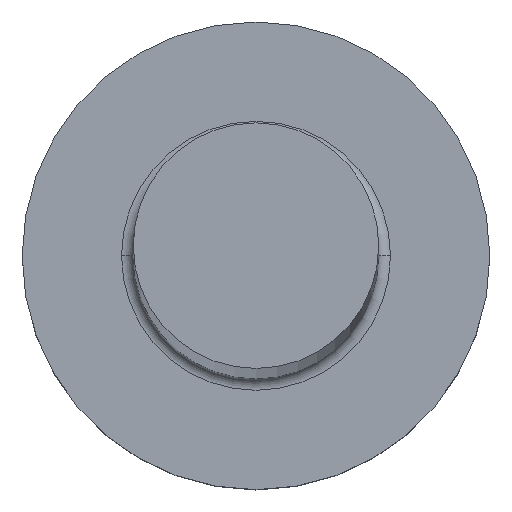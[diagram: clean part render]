
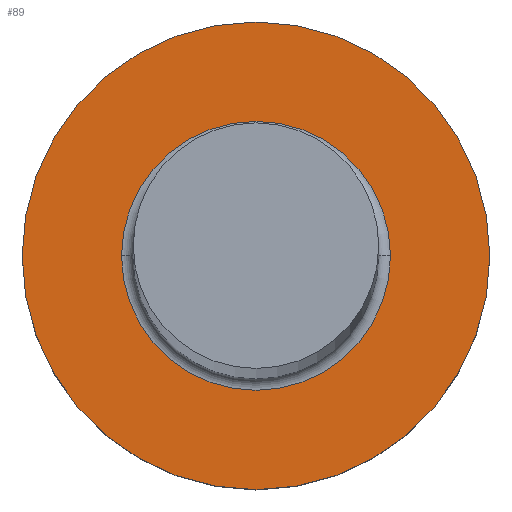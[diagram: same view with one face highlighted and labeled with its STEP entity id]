
A CAD part, top view. The second image highlights one B-rep face of the part: STEP entity #89.
In plain terms, the highlighted planar face has unit normal (0, 0, 1).
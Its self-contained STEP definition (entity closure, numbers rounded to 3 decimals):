
#3 = ORIENTED_EDGE ( 'NONE', *, *, #263, .T. ) ;
#5 = EDGE_LOOP ( 'NONE', ( #162, #259 ) ) ;
#14 = PLANE ( 'NONE',  #185 ) ;
#16 = DIRECTION ( 'NONE',  ( 0., 0., 1. ) ) ;
#24 = CIRCLE ( 'NONE', #197, 4. ) ;
#33 = VERTEX_POINT ( 'NONE', #101 ) ;
#37 = CARTESIAN_POINT ( 'NONE',  ( 0., 0., 3. ) ) ;
#49 = DIRECTION ( 'NONE',  ( 0., 0., 1. ) ) ;
#54 = VERTEX_POINT ( 'NONE', #94 ) ;
#57 = ORIENTED_EDGE ( 'NONE', *, *, #156, .T. ) ;
#58 = EDGE_CURVE ( 'NONE', #54, #33, #24, .T. ) ;
#63 = FACE_OUTER_BOUND ( 'NONE', #5, .T. ) ;
#74 = DIRECTION ( 'NONE',  ( 1., 0., 0. ) ) ;
#89 = ADVANCED_FACE ( 'NONE', ( #229, #63 ), #14, .T. ) ;
#94 = CARTESIAN_POINT ( 'NONE',  ( 4., 0., 3. ) ) ;
#101 = CARTESIAN_POINT ( 'NONE',  ( -4., 0., 3. ) ) ;
#127 = VERTEX_POINT ( 'NONE', #148 ) ;
#138 = DIRECTION ( 'NONE',  ( 1., 0., 0. ) ) ;
#139 = DIRECTION ( 'NONE',  ( 0., 0., -1. ) ) ;
#146 = EDGE_LOOP ( 'NONE', ( #3, #57 ) ) ;
#148 = CARTESIAN_POINT ( 'NONE',  ( -2.3, 0., 3. ) ) ;
#156 = EDGE_CURVE ( 'NONE', #127, #166, #264, .T. ) ;
#162 = ORIENTED_EDGE ( 'NONE', *, *, #220, .T. ) ;
#166 = VERTEX_POINT ( 'NONE', #282 ) ;
#172 = CARTESIAN_POINT ( 'NONE',  ( 0., 0., 3. ) ) ;
#185 = AXIS2_PLACEMENT_3D ( 'NONE', #286, #16, #212 ) ;
#189 = CIRCLE ( 'NONE', #213, 2.3 ) ;
#197 = AXIS2_PLACEMENT_3D ( 'NONE', #268, #49, #138 ) ;
#206 = DIRECTION ( 'NONE',  ( 0., 0., 1. ) ) ;
#210 = AXIS2_PLACEMENT_3D ( 'NONE', #37, #305, #226 ) ;
#212 = DIRECTION ( 'NONE',  ( 1., 0., 0. ) ) ;
#213 = AXIS2_PLACEMENT_3D ( 'NONE', #296, #139, #74 ) ;
#217 = AXIS2_PLACEMENT_3D ( 'NONE', #172, #206, #279 ) ;
#220 = EDGE_CURVE ( 'NONE', #33, #54, #293, .T. ) ;
#226 = DIRECTION ( 'NONE',  ( 1., 0., 0. ) ) ;
#229 = FACE_BOUND ( 'NONE', #146, .T. ) ;
#259 = ORIENTED_EDGE ( 'NONE', *, *, #58, .T. ) ;
#263 = EDGE_CURVE ( 'NONE', #166, #127, #189, .T. ) ;
#264 = CIRCLE ( 'NONE', #210, 2.3 ) ;
#268 = CARTESIAN_POINT ( 'NONE',  ( 0., 0., 3. ) ) ;
#279 = DIRECTION ( 'NONE',  ( 1., 0., 0. ) ) ;
#282 = CARTESIAN_POINT ( 'NONE',  ( 2.3, 0., 3. ) ) ;
#286 = CARTESIAN_POINT ( 'NONE',  ( 0., 0., 3. ) ) ;
#293 = CIRCLE ( 'NONE', #217, 4. ) ;
#296 = CARTESIAN_POINT ( 'NONE',  ( 0., 0., 3. ) ) ;
#305 = DIRECTION ( 'NONE',  ( 0., 0., -1. ) ) ;
